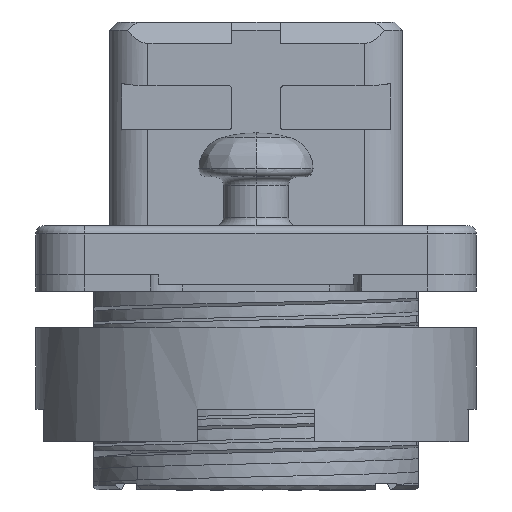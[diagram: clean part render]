
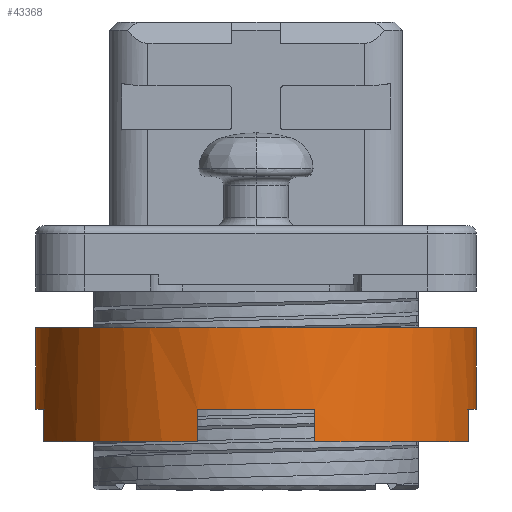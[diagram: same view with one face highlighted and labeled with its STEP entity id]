
A CAD part, front view. The second image highlights one B-rep face of the part: STEP entity #43368.
In plain terms, the highlighted cylindrical face has radius 13.5 mm (diameter 27 mm), a partial arc.
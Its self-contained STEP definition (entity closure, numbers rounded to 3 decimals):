
#40727=AXIS2_PLACEMENT_3D('Circle Axis2P3D',#40725,#40726,$) ;
#40762=AXIS2_PLACEMENT_3D('Circle Axis2P3D',#40760,#40761,$) ;
#43045=AXIS2_PLACEMENT_3D('Circle Axis2P3D',#43043,#43044,$) ;
#43079=AXIS2_PLACEMENT_3D('Circle Axis2P3D',#43077,#43078,$) ;
#43113=AXIS2_PLACEMENT_3D('Circle Axis2P3D',#43111,#43112,$) ;
#43322=AXIS2_PLACEMENT_3D('Cylinder Axis2P3D',#43319,#43320,#43321) ;
#40722=CARTESIAN_POINT('Vertex',(26.511,15.4,2.95)) ;
#40725=CARTESIAN_POINT('Axis2P3D Location',(13.5,19.,2.95)) ;
#40729=CARTESIAN_POINT('Vertex',(17.1,5.989,2.95)) ;
#40757=CARTESIAN_POINT('Vertex',(9.9,5.989,2.95)) ;
#40760=CARTESIAN_POINT('Axis2P3D Location',(13.5,19.,2.95)) ;
#40764=CARTESIAN_POINT('Vertex',(0.489,15.4,2.95)) ;
#43040=CARTESIAN_POINT('Vertex',(27.,19.,4.95)) ;
#43043=CARTESIAN_POINT('Axis2P3D Location',(13.5,19.,4.95)) ;
#43047=CARTESIAN_POINT('Vertex',(26.511,15.4,4.95)) ;
#43074=CARTESIAN_POINT('Vertex',(17.1,5.989,4.95)) ;
#43077=CARTESIAN_POINT('Axis2P3D Location',(13.5,19.,4.95)) ;
#43081=CARTESIAN_POINT('Vertex',(9.9,5.989,4.95)) ;
#43108=CARTESIAN_POINT('Vertex',(0.489,15.4,4.95)) ;
#43111=CARTESIAN_POINT('Axis2P3D Location',(13.5,19.,4.95)) ;
#43115=CARTESIAN_POINT('Vertex',(0.,19.,4.95)) ;
#43225=CARTESIAN_POINT('Control Point',(27.,19.,9.95)) ;
#43226=CARTESIAN_POINT('Control Point',(27.,17.74,9.95)) ;
#43227=CARTESIAN_POINT('Control Point',(26.853,16.48,9.95)) ;
#43228=CARTESIAN_POINT('Control Point',(26.559,15.243,9.95)) ;
#43229=CARTESIAN_POINT('Control Point',(25.688,12.86,9.95)) ;
#43230=CARTESIAN_POINT('Control Point',(24.291,10.742,9.95)) ;
#43231=CARTESIAN_POINT('Control Point',(23.472,9.769,9.95)) ;
#43232=CARTESIAN_POINT('Control Point',(21.622,8.033,9.95)) ;
#43233=CARTESIAN_POINT('Control Point',(19.422,6.77,9.95)) ;
#43234=CARTESIAN_POINT('Control Point',(18.253,6.27,9.95)) ;
#43235=CARTESIAN_POINT('Control Point',(15.82,5.552,9.95)) ;
#43236=CARTESIAN_POINT('Control Point',(13.286,5.413,9.95)) ;
#43237=CARTESIAN_POINT('Control Point',(12.017,5.492,9.95)) ;
#43238=CARTESIAN_POINT('Control Point',(9.521,5.946,9.95)) ;
#43239=CARTESIAN_POINT('Control Point',(7.196,6.962,9.95)) ;
#43240=CARTESIAN_POINT('Control Point',(6.098,7.604,9.95)) ;
#43241=CARTESIAN_POINT('Control Point',(4.073,9.132,9.95)) ;
#43242=CARTESIAN_POINT('Control Point',(2.454,11.085,9.95)) ;
#43243=CARTESIAN_POINT('Control Point',(1.763,12.153,9.95)) ;
#43244=CARTESIAN_POINT('Control Point',(0.792,14.123,9.95)) ;
#43245=CARTESIAN_POINT('Control Point',(0.236,16.242,9.95)) ;
#43246=CARTESIAN_POINT('Control Point',(0.079,17.155,9.95)) ;
#43247=CARTESIAN_POINT('Control Point',(0.,18.078,9.95)) ;
#43248=CARTESIAN_POINT('Control Point',(0.,19.,9.95)) ;
#43249=CARTESIAN_POINT('Vertex',(27.,19.,9.95)) ;
#43251=CARTESIAN_POINT('Vertex',(0.,19.,9.95)) ;
#43319=CARTESIAN_POINT('Axis2P3D Location',(13.5,19.,8.06)) ;
#43324=CARTESIAN_POINT('Line Origine',(0.489,15.4,8.06)) ;
#43329=CARTESIAN_POINT('Line Origine',(9.9,5.989,8.06)) ;
#43334=CARTESIAN_POINT('Line Origine',(17.1,5.989,8.06)) ;
#43339=CARTESIAN_POINT('Line Origine',(26.511,15.4,8.06)) ;
#43344=CARTESIAN_POINT('Line Origine',(27.,19.,8.06)) ;
#43349=CARTESIAN_POINT('Line Origine',(0.,19.,8.06)) ;
#40726=DIRECTION('Axis2P3D Direction',(0.,0.,-1.)) ;
#40761=DIRECTION('Axis2P3D Direction',(0.,0.,-1.)) ;
#43044=DIRECTION('Axis2P3D Direction',(0.,0.,-1.)) ;
#43078=DIRECTION('Axis2P3D Direction',(0.,0.,-1.)) ;
#43112=DIRECTION('Axis2P3D Direction',(0.,0.,-1.)) ;
#43320=DIRECTION('Axis2P3D Direction',(0.,0.,-1.)) ;
#43321=DIRECTION('Axis2P3D XDirection',(-1.,0.,0.)) ;
#43325=DIRECTION('Vector Direction',(0.,0.,-1.)) ;
#43330=DIRECTION('Vector Direction',(0.,0.,-1.)) ;
#43335=DIRECTION('Vector Direction',(0.,0.,-1.)) ;
#43340=DIRECTION('Vector Direction',(0.,0.,-1.)) ;
#43345=DIRECTION('Vector Direction',(0.,0.,-1.)) ;
#43350=DIRECTION('Vector Direction',(0.,0.,-1.)) ;
#43326=VECTOR('Line Direction',#43325,1.) ;
#43331=VECTOR('Line Direction',#43330,1.) ;
#43336=VECTOR('Line Direction',#43335,1.) ;
#43341=VECTOR('Line Direction',#43340,1.) ;
#43346=VECTOR('Line Direction',#43345,1.) ;
#43351=VECTOR('Line Direction',#43350,1.) ;
#43355=ORIENTED_EDGE('',*,*,#43328,.T.) ;
#43356=ORIENTED_EDGE('',*,*,#40766,.F.) ;
#43357=ORIENTED_EDGE('',*,*,#43333,.F.) ;
#43358=ORIENTED_EDGE('',*,*,#43083,.F.) ;
#43359=ORIENTED_EDGE('',*,*,#43338,.T.) ;
#43360=ORIENTED_EDGE('',*,*,#40731,.F.) ;
#43361=ORIENTED_EDGE('',*,*,#43343,.F.) ;
#43362=ORIENTED_EDGE('',*,*,#43049,.F.) ;
#43363=ORIENTED_EDGE('',*,*,#43348,.T.) ;
#43364=ORIENTED_EDGE('',*,*,#43253,.T.) ;
#43365=ORIENTED_EDGE('',*,*,#43353,.F.) ;
#43366=ORIENTED_EDGE('',*,*,#43117,.F.) ;
#43368=ADVANCED_FACE('Hauptkoerper',(#43367),#43323,.T.) ;
#43224=B_SPLINE_CURVE_WITH_KNOTS('',5,(#43225,#43226,#43227,#43228,#43229,#43230,#43231,#43232,#43233,#43234,#43235,#43236,#43237,#43238,#43239,#43240,#43241,#43242,#43243,#43244,#43245,#43246,#43247,#43248),.UNSPECIFIED.,.F.,.U.,(6,3,3,3,3,3,3,6),(0.,8.909,17.819,26.728,35.638,44.547,53.457,59.978),.UNSPECIFIED.) ;
#40728=CIRCLE('generated circle',#40727,13.5) ;
#40763=CIRCLE('generated circle',#40762,13.5) ;
#43046=CIRCLE('generated circle',#43045,13.5) ;
#43080=CIRCLE('generated circle',#43079,13.5) ;
#43114=CIRCLE('generated circle',#43113,13.5) ;
#43323=CYLINDRICAL_SURFACE('generated cylinder',#43322,13.5) ;
#40731=EDGE_CURVE('',#40723,#40730,#40728,.T.) ;
#40766=EDGE_CURVE('',#40758,#40765,#40763,.T.) ;
#43049=EDGE_CURVE('',#43041,#43048,#43046,.T.) ;
#43083=EDGE_CURVE('',#43075,#43082,#43080,.T.) ;
#43117=EDGE_CURVE('',#43109,#43116,#43114,.T.) ;
#43253=EDGE_CURVE('',#43250,#43252,#43224,.T.) ;
#43328=EDGE_CURVE('',#43109,#40765,#43327,.T.) ;
#43333=EDGE_CURVE('',#43082,#40758,#43332,.T.) ;
#43338=EDGE_CURVE('',#43075,#40730,#43337,.T.) ;
#43343=EDGE_CURVE('',#43048,#40723,#43342,.T.) ;
#43348=EDGE_CURVE('',#43041,#43250,#43347,.F.) ;
#43353=EDGE_CURVE('',#43116,#43252,#43352,.F.) ;
#43354=EDGE_LOOP('',(#43355,#43356,#43357,#43358,#43359,#43360,#43361,#43362,#43363,#43364,#43365,#43366)) ;
#43367=FACE_OUTER_BOUND('',#43354,.T.) ;
#43327=LINE('Line',#43324,#43326) ;
#43332=LINE('Line',#43329,#43331) ;
#43337=LINE('Line',#43334,#43336) ;
#43342=LINE('Line',#43339,#43341) ;
#43347=LINE('Line',#43344,#43346) ;
#43352=LINE('Line',#43349,#43351) ;
#40723=VERTEX_POINT('',#40722) ;
#40730=VERTEX_POINT('',#40729) ;
#40758=VERTEX_POINT('',#40757) ;
#40765=VERTEX_POINT('',#40764) ;
#43041=VERTEX_POINT('',#43040) ;
#43048=VERTEX_POINT('',#43047) ;
#43075=VERTEX_POINT('',#43074) ;
#43082=VERTEX_POINT('',#43081) ;
#43109=VERTEX_POINT('',#43108) ;
#43116=VERTEX_POINT('',#43115) ;
#43250=VERTEX_POINT('',#43249) ;
#43252=VERTEX_POINT('',#43251) ;
